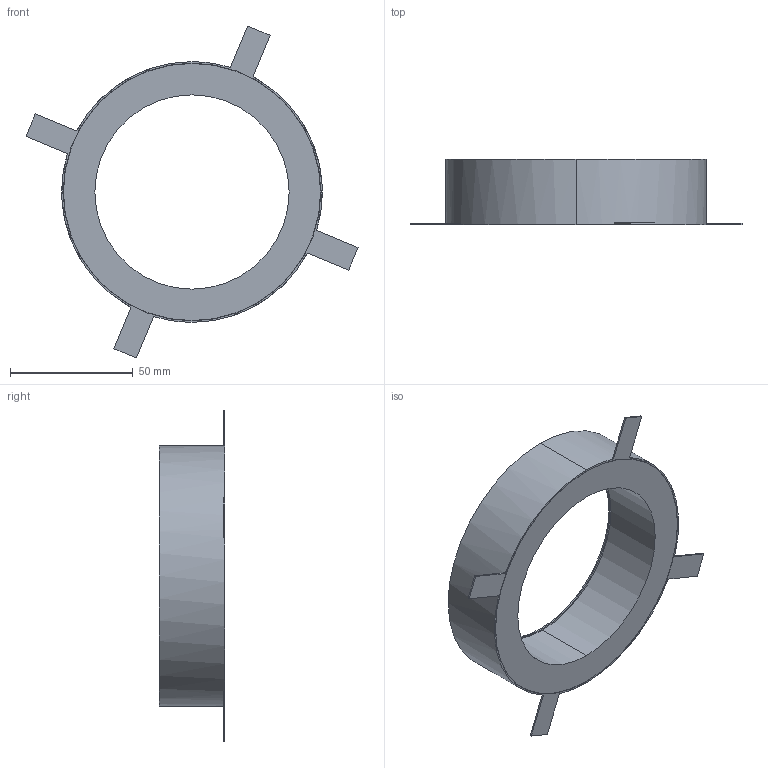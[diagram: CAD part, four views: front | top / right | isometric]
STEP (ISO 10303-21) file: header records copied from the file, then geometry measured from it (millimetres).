
FILE_DESCRIPTION (( 'STEP AP214' ), '1' );
FILE_NAME ('7202205.stp', '2016-05-04T06:01:10', ( '' ), ( '' ), 'SwSTEP 2.0', 'SolidWorks 2014', '' );
FILE_SCHEMA (( 'AUTOMOTIVE_DESIGN' ));
Length unit declared in the file: millimetre
Products named in the file (3): Shell_dA=75; FOAM_dA=75; 7202205
Assembly tree (2 placements, depth 2):
  7202205
    Shell_dA=75
    FOAM_dA=75
Bounding box: 135.02 x 26.6 x 135.02 mm (x, y, z)
Volume: 101717.3 mm3; surface area: 48980.7 mm2
Topology: 2 solids, 2 shells, 31 faces, 78 edges, 52 vertices
Faces by surface type: plane 21, cylinder 10
Entity records: 1058 total; most frequent: DIRECTION 178, CARTESIAN_POINT 166, ORIENTED_EDGE 156, EDGE_CURVE 78, AXIS2_PLACEMENT_3D 64, VERTEX_POINT 52, VECTOR 50, LINE 50
